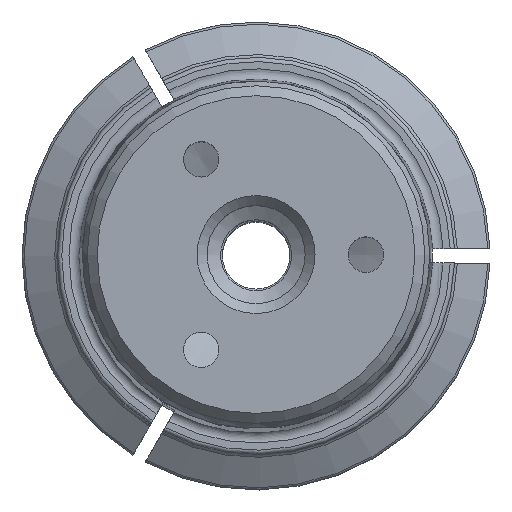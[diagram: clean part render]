
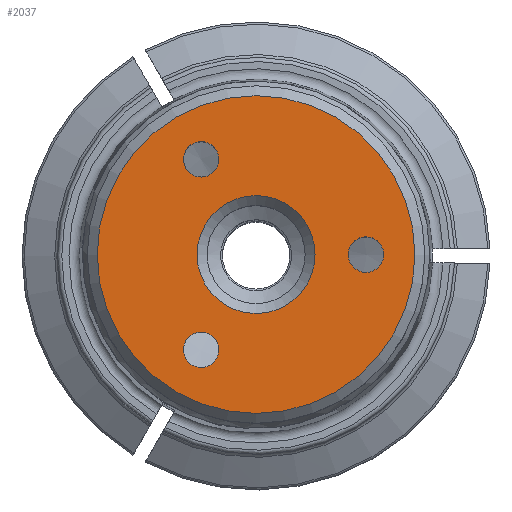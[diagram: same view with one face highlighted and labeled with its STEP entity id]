
A CAD part, top view. The second image highlights one B-rep face of the part: STEP entity #2037.
In plain terms, the highlighted planar face has unit normal (0, 0, 1).
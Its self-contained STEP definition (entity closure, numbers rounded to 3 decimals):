
#187=PLANE('',#2149);
#276=ORIENTED_EDGE('',*,*,#674,.F.);
#277=ORIENTED_EDGE('',*,*,#671,.T.);
#278=ORIENTED_EDGE('',*,*,#669,.T.);
#279=ORIENTED_EDGE('',*,*,#663,.T.);
#280=ORIENTED_EDGE('',*,*,#665,.T.);
#663=EDGE_CURVE('',#865,#865,#1013,.T.);
#665=EDGE_CURVE('',#867,#867,#1015,.T.);
#669=EDGE_CURVE('',#871,#871,#1019,.T.);
#671=EDGE_CURVE('',#873,#873,#1021,.T.);
#674=EDGE_CURVE('',#876,#876,#1024,.T.);
#865=VERTEX_POINT('',#2791);
#867=VERTEX_POINT('',#2796);
#871=VERTEX_POINT('',#2806);
#873=VERTEX_POINT('',#2811);
#876=VERTEX_POINT('',#2819);
#1013=CIRCLE('',#2127,1.25);
#1015=CIRCLE('',#2130,4.159);
#1019=CIRCLE('',#2136,1.25);
#1021=CIRCLE('',#2139,1.25);
#1024=CIRCLE('',#2144,11.2);
#1130=EDGE_LOOP('',(#276));
#1131=EDGE_LOOP('',(#277));
#1132=EDGE_LOOP('',(#278));
#1133=EDGE_LOOP('',(#279));
#1134=EDGE_LOOP('',(#280));
#1266=FACE_BOUND('',#1130,.T.);
#1267=FACE_BOUND('',#1131,.T.);
#1268=FACE_BOUND('',#1132,.T.);
#1269=FACE_BOUND('',#1133,.T.);
#1270=FACE_BOUND('',#1134,.T.);
#2037=ADVANCED_FACE('',(#1266,#1267,#1268,#1269,#1270),#187,.F.);
#2127=AXIS2_PLACEMENT_3D('',#2790,#2332,#2333);
#2130=AXIS2_PLACEMENT_3D('',#2795,#2338,#2339);
#2136=AXIS2_PLACEMENT_3D('',#2805,#2350,#2351);
#2139=AXIS2_PLACEMENT_3D('',#2810,#2356,#2357);
#2144=AXIS2_PLACEMENT_3D('',#2818,#2366,#2367);
#2149=AXIS2_PLACEMENT_3D('',#2826,#2376,#2377);
#2332=DIRECTION('',(0.,0.,-1.));
#2333=DIRECTION('',(1.,0.,0.));
#2338=DIRECTION('',(0.,0.,-1.));
#2339=DIRECTION('',(-1.,0.,0.));
#2350=DIRECTION('',(0.,0.,-1.));
#2351=DIRECTION('',(1.,0.,0.));
#2356=DIRECTION('',(0.,0.,-1.));
#2357=DIRECTION('',(1.,0.,0.));
#2366=DIRECTION('',(0.,0.,-1.));
#2367=DIRECTION('',(-1.,0.,0.));
#2376=DIRECTION('',(0.,0.,-1.));
#2377=DIRECTION('',(-1.,0.,0.));
#2790=CARTESIAN_POINT('',(-3.875,-6.712,60.5));
#2791=CARTESIAN_POINT('',(-2.625,-6.712,60.5));
#2795=CARTESIAN_POINT('',(0.,0.,60.5));
#2796=CARTESIAN_POINT('',(-4.159,0.,60.5));
#2805=CARTESIAN_POINT('',(-3.875,6.712,60.5));
#2806=CARTESIAN_POINT('',(-2.625,6.712,60.5));
#2810=CARTESIAN_POINT('',(7.75,0.,60.5));
#2811=CARTESIAN_POINT('',(9.,0.,60.5));
#2818=CARTESIAN_POINT('',(0.,0.,60.5));
#2819=CARTESIAN_POINT('',(-11.2,0.,60.5));
#2826=CARTESIAN_POINT('',(11.9,0.,60.5));
